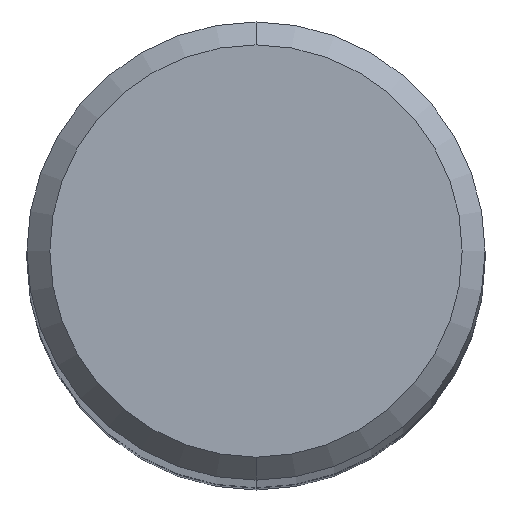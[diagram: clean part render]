
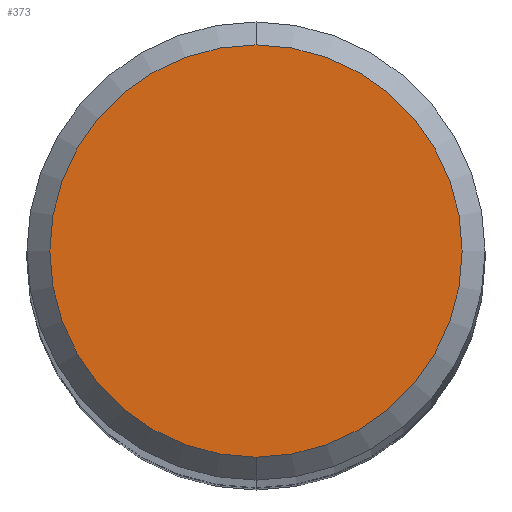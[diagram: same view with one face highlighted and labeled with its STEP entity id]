
A CAD part, top view. The second image highlights one B-rep face of the part: STEP entity #373.
In plain terms, the highlighted planar face has unit normal (0, 0, 1).
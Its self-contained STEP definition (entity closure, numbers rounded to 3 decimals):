
#197=VERTEX_POINT('',#515);
#213=EDGE_CURVE('',#219,#197,#532,.T.);
#219=VERTEX_POINT('',#538);
#273=EDGE_CURVE('',#197,#219,#595,.T.);
#373=ADVANCED_FACE('',(#705),#706,.T.);
#515=CARTESIAN_POINT('',(0.0,3.6,0.0));
#532=CIRCLE('',#963,3.6);
#538=CARTESIAN_POINT('',(0.,-3.6,0.0));
#595=CIRCLE('',#1099,3.6);
#705=FACE_OUTER_BOUND('',#1317,.T.);
#706=PLANE('',#1318);
#963=AXIS2_PLACEMENT_3D('',#1530,#1531,#1532);
#1099=AXIS2_PLACEMENT_3D('',#1578,#1579,#1580);
#1317=EDGE_LOOP('',(#1700,#1701));
#1318=AXIS2_PLACEMENT_3D('',#1702,#1703,#1704);
#1530=CARTESIAN_POINT('',(0.0,0.0,0.0));
#1531=DIRECTION('',(0.0,0.0,-1.0));
#1532=DIRECTION('',(0.0,1.0,0.0));
#1578=CARTESIAN_POINT('',(0.0,0.0,0.0));
#1579=DIRECTION('',(0.0,0.0,-1.0));
#1580=DIRECTION('',(0.0,1.0,0.0));
#1700=ORIENTED_EDGE('',*,*,#273,.F.);
#1701=ORIENTED_EDGE('',*,*,#213,.F.);
#1702=CARTESIAN_POINT('',(0.0,1.8,0.0));
#1703=DIRECTION('',(-0.0,0.0,1.0));
#1704=DIRECTION('',(0.0,-1.0,0.0));
